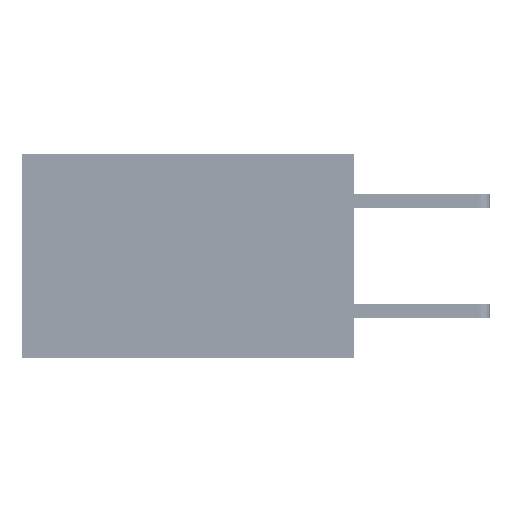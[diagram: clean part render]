
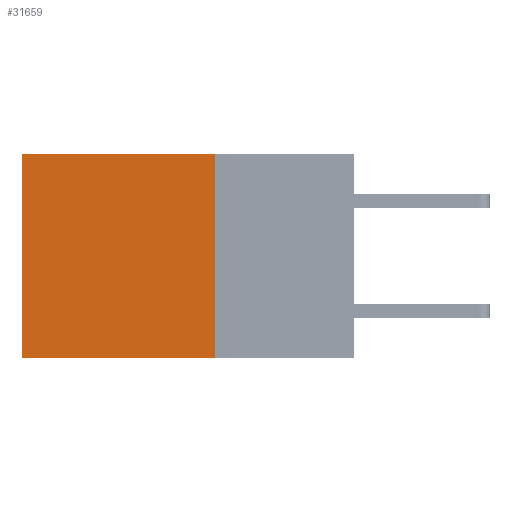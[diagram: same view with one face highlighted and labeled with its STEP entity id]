
A CAD part, left-side view. The second image highlights one B-rep face of the part: STEP entity #31659.
In plain terms, the highlighted planar face has unit normal (-1, 0, 0).
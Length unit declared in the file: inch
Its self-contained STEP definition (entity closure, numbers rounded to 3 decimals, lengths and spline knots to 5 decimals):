
#1418 = CARTESIAN_POINT ( 'NONE',  ( 0.2875, 0.6, 0. ) ) ;
#1885 = VERTEX_POINT ( 'NONE', #31515 ) ;
#3537 = EDGE_CURVE ( 'NONE', #1885, #19603, #18170, .T. ) ;
#3746 = CARTESIAN_POINT ( 'NONE',  ( 0.2875, 0.6, -0.37 ) ) ;
#5298 = PLANE ( 'NONE',  #29898 ) ;
#5920 = EDGE_CURVE ( 'NONE', #32951, #34154, #36181, .T. ) ;
#8081 = DIRECTION ( 'NONE',  ( 0., 0., -1. ) ) ;
#8275 = DIRECTION ( 'NONE',  ( 1., 0., 0. ) ) ;
#8410 = CARTESIAN_POINT ( 'NONE',  ( 0.2875, 0.25, 0. ) ) ;
#9612 = CARTESIAN_POINT ( 'NONE',  ( 0.2875, 0.25, -0.37 ) ) ;
#11378 = LINE ( 'NONE', #16948, #18004 ) ;
#12502 = LINE ( 'NONE', #40207, #13500 ) ;
#13500 = VECTOR ( 'NONE', #20216, 39.37008 ) ;
#15676 = DIRECTION ( 'NONE',  ( 0., 0., -1. ) ) ;
#15761 = ORIENTED_EDGE ( 'NONE', *, *, #27637, .F. ) ;
#16948 = CARTESIAN_POINT ( 'NONE',  ( 0.2875, 0.25, 0. ) ) ;
#18004 = VECTOR ( 'NONE', #20618, 39.37008 ) ;
#18170 = LINE ( 'NONE', #18372, #30289 ) ;
#18372 = CARTESIAN_POINT ( 'NONE',  ( 0.2875, 0.25, 0. ) ) ;
#19603 = VERTEX_POINT ( 'NONE', #9612 ) ;
#20216 = DIRECTION ( 'NONE',  ( 0., 1., 0. ) ) ;
#20618 = DIRECTION ( 'NONE',  ( 0., 1., 0. ) ) ;
#21962 = CARTESIAN_POINT ( 'NONE',  ( 0.2875, 0.6, 0. ) ) ;
#25792 = ORIENTED_EDGE ( 'NONE', *, *, #5920, .T. ) ;
#27637 = EDGE_CURVE ( 'NONE', #19603, #34154, #12502, .T. ) ;
#28218 = ORIENTED_EDGE ( 'NONE', *, *, #3537, .F. ) ;
#28595 = VECTOR ( 'NONE', #8081, 39.37008 ) ;
#29898 = AXIS2_PLACEMENT_3D ( 'NONE', #8410, #8275, #40887 ) ;
#30071 = ORIENTED_EDGE ( 'NONE', *, *, #37252, .T. ) ;
#30289 = VECTOR ( 'NONE', #15676, 39.37008 ) ;
#31515 = CARTESIAN_POINT ( 'NONE',  ( 0.2875, 0.25, 0. ) ) ;
#31659 = ADVANCED_FACE ( 'NONE', ( #39987 ), #5298, .F. ) ;
#32951 = VERTEX_POINT ( 'NONE', #21962 ) ;
#33944 = EDGE_LOOP ( 'NONE', ( #25792, #15761, #28218, #30071 ) ) ;
#34154 = VERTEX_POINT ( 'NONE', #3746 ) ;
#36181 = LINE ( 'NONE', #1418, #28595 ) ;
#37252 = EDGE_CURVE ( 'NONE', #1885, #32951, #11378, .T. ) ;
#39987 = FACE_OUTER_BOUND ( 'NONE', #33944, .T. ) ;
#40207 = CARTESIAN_POINT ( 'NONE',  ( 0.2875, 0.25, -0.37 ) ) ;
#40887 = DIRECTION ( 'NONE',  ( 0., 0., -1. ) ) ;
